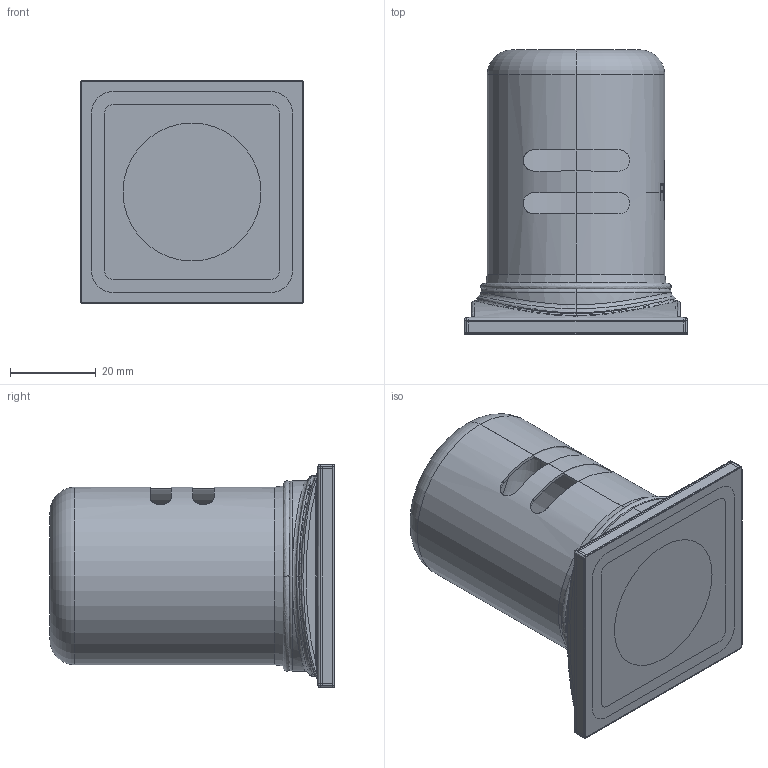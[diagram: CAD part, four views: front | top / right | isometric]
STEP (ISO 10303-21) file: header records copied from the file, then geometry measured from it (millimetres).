
FILE_DESCRIPTION((''),'2;1');
FILE_NAME('3170-5751_ASM','2018-09-11T',('rsmith'),(''),'PRO/ENGINEER BY PARAMETRIC TECHNOLOGY CORPORATION, 2013150','PRO/ENGINEER BY PARAMETRIC TECHNOLOGY CORPORATION, 2013150','');
FILE_SCHEMA(('CONFIG_CONTROL_DESIGN'));
Length unit declared in the file: inch
Products named in the file (6): 12702; 12736; 91227; 20-244_ASM; 50688; 3170-5751_ASM
Assembly tree (5 placements, depth 3):
  3170-5751_ASM
    12702
    20-244_ASM
      12736
      91227
    50688
Bounding box: 52.11 x 66.42 x 52.11 mm (x, y, z)
Volume: 23117.3 mm3; surface area: 49471.6 mm2
Topology: 4 solids, 8 shells, 279 faces, 685 edges, 423 vertices
Faces by surface type: bspline 99, cylinder 76, plane 64, torus 14, cone 14, sphere 8, extrusion 4
Entity records: 20507 total; most frequent: CARTESIAN_POINT 14324, ORIENTED_EDGE 1322, DIRECTION 1108, EDGE_CURVE 685, AXIS2_PLACEMENT_3D 429, VERTEX_POINT 423, EDGE_LOOP 299, FACE_OUTER_BOUND 279
